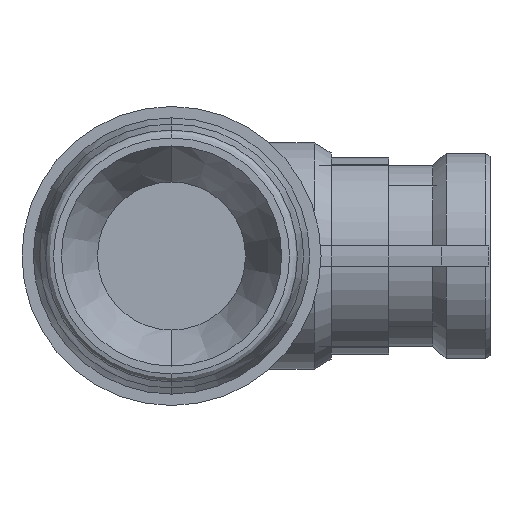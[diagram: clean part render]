
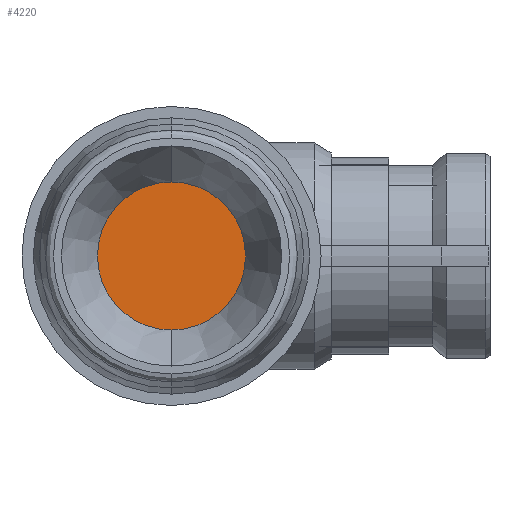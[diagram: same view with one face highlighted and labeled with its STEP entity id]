
A CAD part, left-side view. The second image highlights one B-rep face of the part: STEP entity #4220.
In plain terms, the highlighted face is planar.
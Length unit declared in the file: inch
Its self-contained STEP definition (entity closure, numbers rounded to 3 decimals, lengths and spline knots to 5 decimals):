
#154 = EDGE_CURVE ( 'NONE', #3414, #6247, #4651, .T. ) ;
#1261 = DIRECTION ( 'NONE',  ( 0., 0., -1. ) ) ;
#1404 = CIRCLE ( 'NONE', #2505, 0.04704 ) ;
#1808 = CARTESIAN_POINT ( 'NONE',  ( 0., 0., -0.10322 ) ) ;
#2178 = DIRECTION ( 'NONE',  ( -1., 0., 0. ) ) ;
#2505 = AXIS2_PLACEMENT_3D ( 'NONE', #3608, #1261, #2178 ) ;
#2694 = CARTESIAN_POINT ( 'NONE',  ( -0.04704, 0., -0.10322 ) ) ;
#3115 = DIRECTION ( 'NONE',  ( 0., 0., -1. ) ) ;
#3160 = DIRECTION ( 'NONE',  ( -1., 0., 0. ) ) ;
#3414 = VERTEX_POINT ( 'NONE', #3576 ) ;
#3576 = CARTESIAN_POINT ( 'NONE',  ( 0.04704, 0., -0.10322 ) ) ;
#3608 = CARTESIAN_POINT ( 'NONE',  ( 0., 0., -0.10322 ) ) ;
#4220 = ADVANCED_FACE ( 'NONE', ( #5545 ), #5001, .F. ) ;
#4363 = ORIENTED_EDGE ( 'NONE', *, *, #4848, .F. ) ;
#4651 = CIRCLE ( 'NONE', #5877, 0.04704 ) ;
#4848 = EDGE_CURVE ( 'NONE', #6247, #3414, #1404, .T. ) ;
#5001 = PLANE ( 'NONE',  #6061 ) ;
#5031 = ORIENTED_EDGE ( 'NONE', *, *, #154, .F. ) ;
#5032 = DIRECTION ( 'NONE',  ( -1., 0., 0. ) ) ;
#5066 = CARTESIAN_POINT ( 'NONE',  ( 0., 0.04704, -0.10322 ) ) ;
#5113 = DIRECTION ( 'NONE',  ( 0., 0., -1. ) ) ;
#5545 = FACE_OUTER_BOUND ( 'NONE', #5823, .T. ) ;
#5823 = EDGE_LOOP ( 'NONE', ( #4363, #5031 ) ) ;
#5877 = AXIS2_PLACEMENT_3D ( 'NONE', #1808, #5113, #3160 ) ;
#6061 = AXIS2_PLACEMENT_3D ( 'NONE', #5066, #3115, #5032 ) ;
#6247 = VERTEX_POINT ( 'NONE', #2694 ) ;
